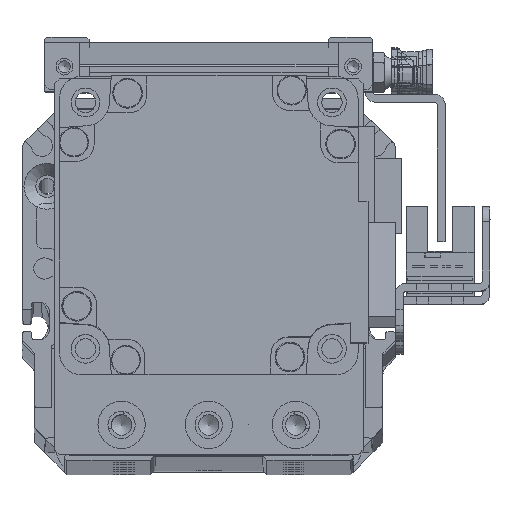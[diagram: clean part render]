
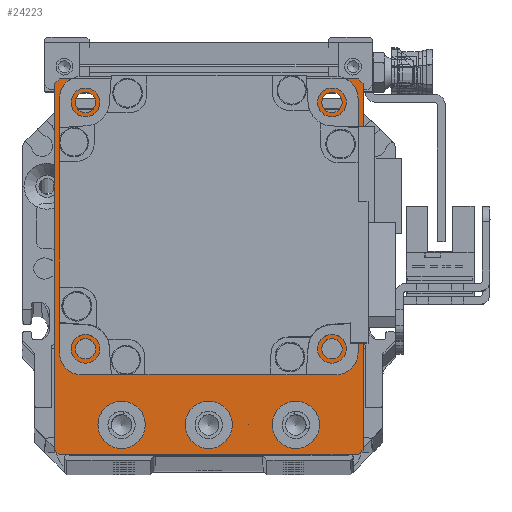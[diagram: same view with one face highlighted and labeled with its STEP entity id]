
A CAD part, top view. The second image highlights one B-rep face of the part: STEP entity #24223.
In plain terms, the highlighted planar face has unit normal (0, 0, 1).
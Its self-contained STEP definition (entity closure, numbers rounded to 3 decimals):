
#915=FACE_BOUND('',#4822,.T.);
#916=FACE_BOUND('',#4823,.T.);
#917=FACE_BOUND('',#4824,.T.);
#918=FACE_BOUND('',#4825,.T.);
#919=FACE_BOUND('',#4826,.T.);
#920=FACE_BOUND('',#4827,.T.);
#921=FACE_BOUND('',#4828,.T.);
#922=FACE_BOUND('',#4829,.T.);
#1478=PLANE('',#27098);
#3187=FACE_OUTER_BOUND('',#4821,.T.);
#4821=EDGE_LOOP('',(#21716,#21717,#21718,#21719,#21720,#21721,#21722,#21723));
#4822=EDGE_LOOP('',(#21724));
#4823=EDGE_LOOP('',(#21725));
#4824=EDGE_LOOP('',(#21726));
#4825=EDGE_LOOP('',(#21727));
#4826=EDGE_LOOP('',(#21728));
#4827=EDGE_LOOP('',(#21729));
#4828=EDGE_LOOP('',(#21730));
#4829=EDGE_LOOP('',(#21731));
#6795=LINE('',#41643,#8873);
#6797=LINE('',#41647,#8875);
#6800=LINE('',#41653,#8878);
#6801=LINE('',#41655,#8879);
#6802=LINE('',#41657,#8880);
#6803=LINE('',#41659,#8881);
#6804=LINE('',#41661,#8882);
#6805=LINE('',#41662,#8883);
#8873=VECTOR('',#33341,10.);
#8875=VECTOR('',#33345,10.);
#8878=VECTOR('',#33350,10.);
#8879=VECTOR('',#33351,10.);
#8880=VECTOR('',#33352,10.);
#8881=VECTOR('',#33353,10.);
#8882=VECTOR('',#33354,10.);
#8883=VECTOR('',#33355,10.);
#10255=CIRCLE('',#27099,25.);
#10256=CIRCLE('',#27100,2.067);
#10257=CIRCLE('',#27101,2.067);
#10258=CIRCLE('',#27102,2.067);
#10259=CIRCLE('',#27103,2.067);
#10260=CIRCLE('',#27104,4.75);
#10261=CIRCLE('',#27105,4.75);
#10262=CIRCLE('',#27106,4.75);
#12306=VERTEX_POINT('',#41640);
#12307=VERTEX_POINT('',#41642);
#12308=VERTEX_POINT('',#41646);
#12310=VERTEX_POINT('',#41652);
#12311=VERTEX_POINT('',#41654);
#12312=VERTEX_POINT('',#41656);
#12313=VERTEX_POINT('',#41658);
#12314=VERTEX_POINT('',#41660);
#12315=VERTEX_POINT('',#41663);
#12316=VERTEX_POINT('',#41665);
#12317=VERTEX_POINT('',#41667);
#12318=VERTEX_POINT('',#41669);
#12319=VERTEX_POINT('',#41671);
#12320=VERTEX_POINT('',#41673);
#12321=VERTEX_POINT('',#41675);
#12322=VERTEX_POINT('',#41677);
#15512=EDGE_CURVE('',#12307,#12306,#6795,.T.);
#15514=EDGE_CURVE('',#12307,#12308,#6797,.T.);
#15517=EDGE_CURVE('',#12310,#12306,#6800,.T.);
#15518=EDGE_CURVE('',#12310,#12311,#6801,.T.);
#15519=EDGE_CURVE('',#12312,#12311,#6802,.T.);
#15520=EDGE_CURVE('',#12312,#12313,#6803,.T.);
#15521=EDGE_CURVE('',#12314,#12313,#6804,.T.);
#15522=EDGE_CURVE('',#12314,#12308,#6805,.T.);
#15523=EDGE_CURVE('',#12315,#12315,#10255,.T.);
#15524=EDGE_CURVE('',#12316,#12316,#10256,.T.);
#15525=EDGE_CURVE('',#12317,#12317,#10257,.T.);
#15526=EDGE_CURVE('',#12318,#12318,#10258,.T.);
#15527=EDGE_CURVE('',#12319,#12319,#10259,.T.);
#15528=EDGE_CURVE('',#12320,#12320,#10260,.T.);
#15529=EDGE_CURVE('',#12321,#12321,#10261,.T.);
#15530=EDGE_CURVE('',#12322,#12322,#10262,.T.);
#21716=ORIENTED_EDGE('',*,*,#15514,.F.);
#21717=ORIENTED_EDGE('',*,*,#15512,.T.);
#21718=ORIENTED_EDGE('',*,*,#15517,.F.);
#21719=ORIENTED_EDGE('',*,*,#15518,.T.);
#21720=ORIENTED_EDGE('',*,*,#15519,.F.);
#21721=ORIENTED_EDGE('',*,*,#15520,.T.);
#21722=ORIENTED_EDGE('',*,*,#15521,.F.);
#21723=ORIENTED_EDGE('',*,*,#15522,.T.);
#21724=ORIENTED_EDGE('',*,*,#15523,.T.);
#21725=ORIENTED_EDGE('',*,*,#15524,.T.);
#21726=ORIENTED_EDGE('',*,*,#15525,.T.);
#21727=ORIENTED_EDGE('',*,*,#15526,.T.);
#21728=ORIENTED_EDGE('',*,*,#15527,.T.);
#21729=ORIENTED_EDGE('',*,*,#15528,.T.);
#21730=ORIENTED_EDGE('',*,*,#15529,.T.);
#21731=ORIENTED_EDGE('',*,*,#15530,.T.);
#24223=ADVANCED_FACE('',(#3187,#915,#916,#917,#918,#919,#920,#921,#922),
#1478,.T.);
#27098=AXIS2_PLACEMENT_3D('',#41651,#33348,#33349);
#27099=AXIS2_PLACEMENT_3D('',#41664,#33356,#33357);
#27100=AXIS2_PLACEMENT_3D('',#41666,#33358,#33359);
#27101=AXIS2_PLACEMENT_3D('',#41668,#33360,#33361);
#27102=AXIS2_PLACEMENT_3D('',#41670,#33362,#33363);
#27103=AXIS2_PLACEMENT_3D('',#41672,#33364,#33365);
#27104=AXIS2_PLACEMENT_3D('',#41674,#33366,#33367);
#27105=AXIS2_PLACEMENT_3D('',#41676,#33368,#33369);
#27106=AXIS2_PLACEMENT_3D('',#41678,#33370,#33371);
#33341=DIRECTION('',(1.,0.,0.));
#33345=DIRECTION('',(-0.707,0.707,0.));
#33348=DIRECTION('center_axis',(0.,0.,1.));
#33349=DIRECTION('ref_axis',(1.,0.,0.));
#33350=DIRECTION('',(-0.707,-0.707,0.));
#33351=DIRECTION('',(0.,1.,0.));
#33352=DIRECTION('',(0.707,-0.707,0.));
#33353=DIRECTION('',(-1.,0.,0.));
#33354=DIRECTION('',(0.707,0.707,0.));
#33355=DIRECTION('',(0.,-1.,0.));
#33356=DIRECTION('center_axis',(0.,0.,-1.));
#33357=DIRECTION('ref_axis',(1.,0.,0.));
#33358=DIRECTION('center_axis',(0.,0.,-1.));
#33359=DIRECTION('ref_axis',(1.,0.,0.));
#33360=DIRECTION('center_axis',(0.,0.,-1.));
#33361=DIRECTION('ref_axis',(1.,0.,0.));
#33362=DIRECTION('center_axis',(0.,0.,-1.));
#33363=DIRECTION('ref_axis',(1.,0.,0.));
#33364=DIRECTION('center_axis',(0.,0.,-1.));
#33365=DIRECTION('ref_axis',(1.,0.,0.));
#33366=DIRECTION('center_axis',(0.,0.,-1.));
#33367=DIRECTION('ref_axis',(1.,0.,0.));
#33368=DIRECTION('center_axis',(0.,0.,-1.));
#33369=DIRECTION('ref_axis',(1.,0.,0.));
#33370=DIRECTION('center_axis',(0.,0.,-1.));
#33371=DIRECTION('ref_axis',(1.,0.,0.));
#41640=CARTESIAN_POINT('',(30.,-37.75,59.));
#41642=CARTESIAN_POINT('',(-30.,-37.75,59.));
#41643=CARTESIAN_POINT('',(-31.,-37.75,59.));
#41646=CARTESIAN_POINT('',(-31.,-36.75,59.));
#41647=CARTESIAN_POINT('',(-32.188,-35.563,59.));
#41651=CARTESIAN_POINT('Origin',(0.,0.,
59.));
#41652=CARTESIAN_POINT('',(31.,-36.75,59.));
#41653=CARTESIAN_POINT('',(32.188,-35.563,59.));
#41654=CARTESIAN_POINT('',(31.,36.75,59.));
#41655=CARTESIAN_POINT('',(31.,-37.75,59.));
#41656=CARTESIAN_POINT('',(30.,37.75,59.));
#41657=CARTESIAN_POINT('',(32.188,35.563,59.));
#41658=CARTESIAN_POINT('',(-30.,37.75,59.));
#41659=CARTESIAN_POINT('',(31.,37.75,59.));
#41660=CARTESIAN_POINT('',(-31.,36.75,59.));
#41661=CARTESIAN_POINT('',(-32.188,35.563,59.));
#41662=CARTESIAN_POINT('',(-31.,37.75,59.));
#41663=CARTESIAN_POINT('',(-25.,8.25,59.));
#41664=CARTESIAN_POINT('Origin',(0.,8.25,59.));
#41665=CARTESIAN_POINT('',(22.682,-16.499,59.));
#41666=CARTESIAN_POINT('Origin',(24.749,-16.499,59.));
#41667=CARTESIAN_POINT('',(22.682,32.999,59.));
#41668=CARTESIAN_POINT('Origin',(24.749,32.999,59.));
#41669=CARTESIAN_POINT('',(-26.816,32.999,59.));
#41670=CARTESIAN_POINT('Origin',(-24.749,32.999,59.));
#41671=CARTESIAN_POINT('',(-26.816,-16.499,59.));
#41672=CARTESIAN_POINT('Origin',(-24.749,-16.499,59.));
#41673=CARTESIAN_POINT('',(12.75,-31.75,59.));
#41674=CARTESIAN_POINT('Origin',(17.5,-31.75,59.));
#41675=CARTESIAN_POINT('',(-4.75,-31.75,59.));
#41676=CARTESIAN_POINT('Origin',(0.,-31.75,59.));
#41677=CARTESIAN_POINT('',(-22.25,-31.75,59.));
#41678=CARTESIAN_POINT('Origin',(-17.5,-31.75,59.));
